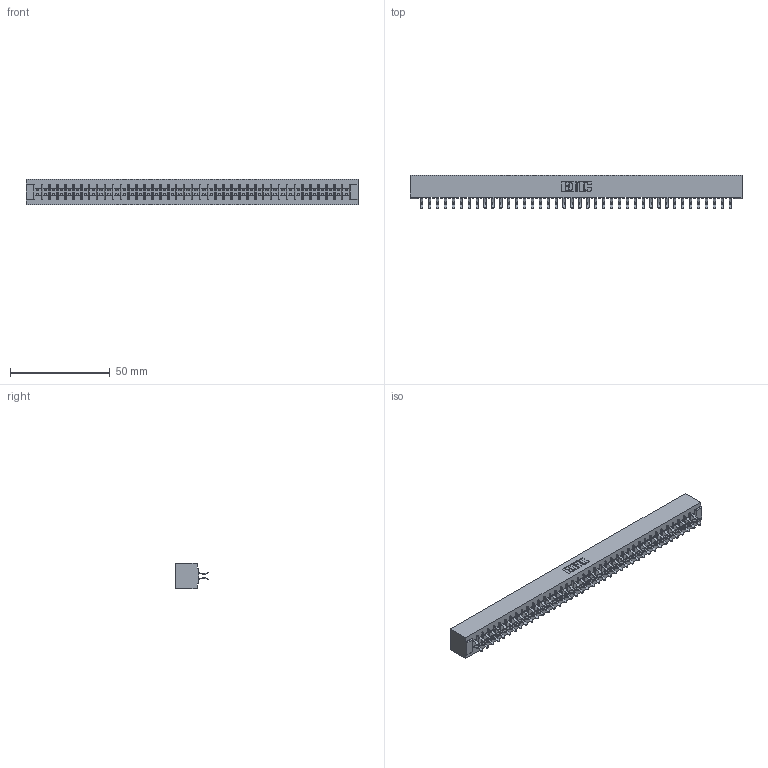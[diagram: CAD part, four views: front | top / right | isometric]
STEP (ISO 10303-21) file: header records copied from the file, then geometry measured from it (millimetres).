
FILE_DESCRIPTION (( 'STEP AP203' ), '1' );
FILE_NAME ('305-080-556-201.STEP', '2019-09-10T10:19:10', ( '' ), ( '' ), 'SwSTEP 2.0', 'SolidWorks 2016', '' );
FILE_SCHEMA (( 'CONFIG_CONTROL_DESIGN' ));
Length unit declared in the file: inch
Products named in the file (3): 305-290-001_556; 305-080-556-201; 305 Part_No Mounting
Assembly tree (81 placements, depth 2):
  305-080-556-201
    305 Part_No Mounting
    305-290-001_556  x80
Bounding box: 166.37 x 16.64 x 12.7 mm (x, y, z)
Volume: 17810.7 mm3; surface area: 23058.7 mm2
Topology: 81 solids, 81 shells, 4588 faces, 13212 edges, 8592 vertices
Faces by surface type: plane 2544, cylinder 1884, sphere 160
Entity records: 43497 total; most frequent: CARTESIAN_POINT 7198, ORIENTED_EDGE 7144, DIRECTION 6966, EDGE_CURVE 3572, LINE 2886, VECTOR 2886, VERTEX_POINT 2272, AXIS2_PLACEMENT_3D 2040
